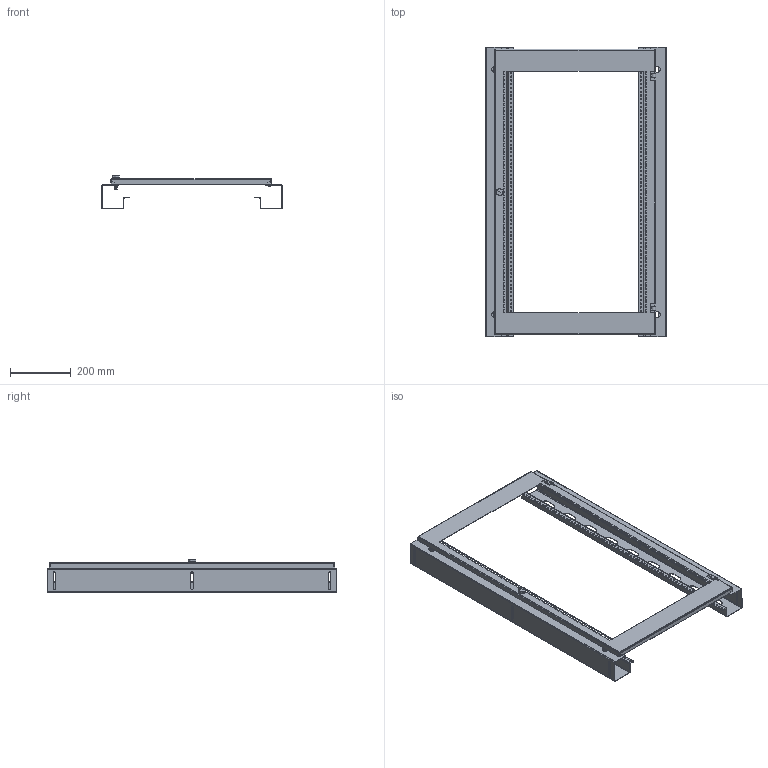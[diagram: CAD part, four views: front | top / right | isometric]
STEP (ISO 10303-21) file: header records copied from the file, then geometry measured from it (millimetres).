
FILE_DESCRIPTION (( 'STEP AP214' ), '1' );
FILE_NAME ('405.610.STEP', '2024-08-13T09:27:17', ( '' ), ( '' ), 'SwSTEP 2.0', 'SolidWorks 2021', '' );
FILE_SCHEMA (( 'AUTOMOTIVE_DESIGN' ));
Length unit declared in the file: millimetre
Products named in the file (11): Âèíò Ì5; 405.010; 405.610; ﾁ瑩璧裲; 嵑謺麃 檐; Çàêëåïêà ðåçüáîâàÿ Ì6 øåñòèãðàííàÿ ñ óìåíüøåííûì áîðòîì; ﾘ琺矜 ﾌ6; Ðó÷êà-áàðàøåê; Øïèëüêà Ì6; Ãàéêà Ì6 ñ íåéëîíîâûì êîëüöîì
Assembly tree (13 placements, depth 3):
  405.610
    405.610
    405.010  x2
    嵑謺麃 檐  x2
    Âèíò Ì5  x2
    Çàêëåïêà ðåçüáîâàÿ Ì6 øåñòèãðàííàÿ ñ óìåíüøåííûì áîðòîì
    Ðó÷êà-áàðàøåê
      ﾁ瑩璧裲
      Øïèëüêà Ì6
    Ãàéêà Ì6 ñ íåéëîíîâûì êîëüöîì
    ﾘ琺矜 ﾌ6
Bounding box: 596 x 955 x 110.55 mm (x, y, z)
Volume: 1011408.3 mm3; surface area: 1367393.2 mm2
Topology: 16 solids, 16 shells, 1453 faces, 4014 edges, 2600 vertices
Faces by surface type: plane 805, cylinder 578, bspline 34, cone 30, sphere 6
Entity records: 43769 total; most frequent: CARTESIAN_POINT 14910, ORIENTED_EDGE 6044, DIRECTION 5494, EDGE_CURVE 3022, LINE 2178, VECTOR 2178, VERTEX_POINT 1963, AXIS2_PLACEMENT_3D 1658
